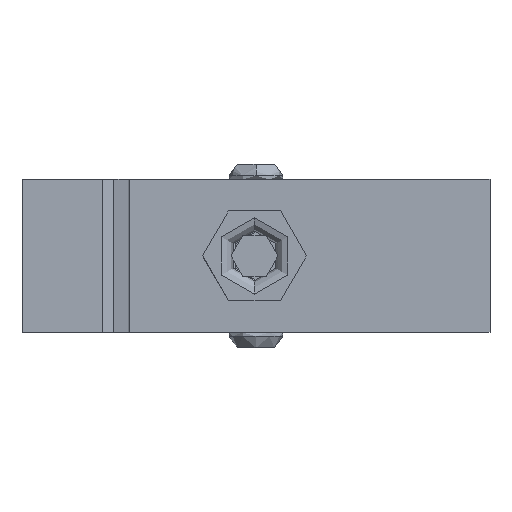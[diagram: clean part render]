
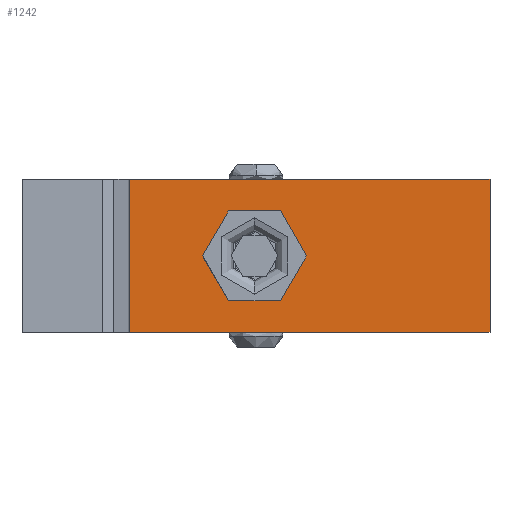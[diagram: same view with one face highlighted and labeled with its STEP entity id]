
A CAD part, left-side view. The second image highlights one B-rep face of the part: STEP entity #1242.
In plain terms, the highlighted planar face has unit normal (-1, 0, 0).
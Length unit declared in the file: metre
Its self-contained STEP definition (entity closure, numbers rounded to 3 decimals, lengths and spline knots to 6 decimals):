
#1242=ADVANCED_FACE('0:13883',(#3171,#3172),#3173,.T.);
#3171=FACE_OUTER_BOUND('',#5441,.T.);
#3172=FACE_BOUND('',#5442,.T.);
#3173=PLANE('',#5443);
#5441=EDGE_LOOP('',(#13478,#13479,#13480,#13481));
#5442=EDGE_LOOP('',(#13482,#13483));
#5443=AXIS2_PLACEMENT_3D('',#13484,#13485,#13486);
#13478=ORIENTED_EDGE('',*,*,#16131,.F.);
#13479=ORIENTED_EDGE('',*,*,#16138,.T.);
#13480=ORIENTED_EDGE('',*,*,#16194,.F.);
#13481=ORIENTED_EDGE('',*,*,#16127,.T.);
#13482=ORIENTED_EDGE('',*,*,#16033,.F.);
#13483=ORIENTED_EDGE('',*,*,#16023,.F.);
#13484=CARTESIAN_POINT('',(-0.014,-0.008,0.0));
#13485=DIRECTION('',(-1.0,0.0,0.0));
#13486=DIRECTION('',(0.0,0.0,1.0));
#16023=EDGE_CURVE('0:13924',#19979,#19982,#19983,.T.);
#16033=EDGE_CURVE('0:13924',#19982,#19979,#19998,.T.);
#16127=EDGE_CURVE('0:14248',#20146,#20144,#20147,.T.);
#16131=EDGE_CURVE('0:14260',#20152,#20144,#20154,.T.);
#16138=EDGE_CURVE('0:14281',#20152,#20164,#20166,.T.);
#16194=EDGE_CURVE('0:14449',#20146,#20164,#20243,.T.);
#19979=VERTEX_POINT('',#29576);
#19982=VERTEX_POINT('',#29580);
#19983=CIRCLE('',#29581,0.0045);
#19998=CIRCLE('',#29599,0.0045);
#20144=VERTEX_POINT('',#29789);
#20146=VERTEX_POINT('',#29792);
#20147=LINE('',#29793,#29794);
#20152=VERTEX_POINT('',#29801);
#20154=LINE('',#29804,#29805);
#20164=VERTEX_POINT('',#29819);
#20166=LINE('',#29822,#29823);
#20243=LINE('',#29950,#29951);
#29576=CARTESIAN_POINT('',(-0.014,-0.0125,-0.0085));
#29580=CARTESIAN_POINT('',(-0.014,-0.0035,-0.0085));
#29581=AXIS2_PLACEMENT_3D('',#32209,#32210,#32211);
#29599=AXIS2_PLACEMENT_3D('',#32233,#32234,#32235);
#29789=CARTESIAN_POINT('',(-0.014,0.00605,0.0));
#29792=CARTESIAN_POINT('',(-0.014,-0.034,0.0));
#29793=CARTESIAN_POINT('',(-0.014,-0.034,0.0));
#29794=VECTOR('',#32425,0.);
#29801=CARTESIAN_POINT('',(-0.014,0.00605,-0.017));
#29804=CARTESIAN_POINT('',(-0.014,0.00605,0.0));
#29805=VECTOR('',#32429,0.);
#29819=CARTESIAN_POINT('',(-0.014,-0.034,-0.017));
#29822=CARTESIAN_POINT('',(-0.014,-0.034,-0.017));
#29823=VECTOR('',#32438,0.);
#29950=CARTESIAN_POINT('',(-0.014,-0.034,0.0));
#29951=VECTOR('',#32504,0.);
#32209=CARTESIAN_POINT('',(-0.014,-0.008,-0.0085));
#32210=DIRECTION('',(-1.0,0.0,0.0));
#32211=DIRECTION('',(0.0,-1.0,0.0));
#32233=CARTESIAN_POINT('',(-0.014,-0.008,-0.0085));
#32234=DIRECTION('',(-1.0,0.0,0.0));
#32235=DIRECTION('',(0.0,-1.0,0.0));
#32425=DIRECTION('',(0.0,1.0,0.0));
#32429=DIRECTION('',(0.0,-0.0,1.0));
#32438=DIRECTION('',(-0.0,-1.0,-0.0));
#32504=DIRECTION('',(-0.0,-0.0,-1.0));
